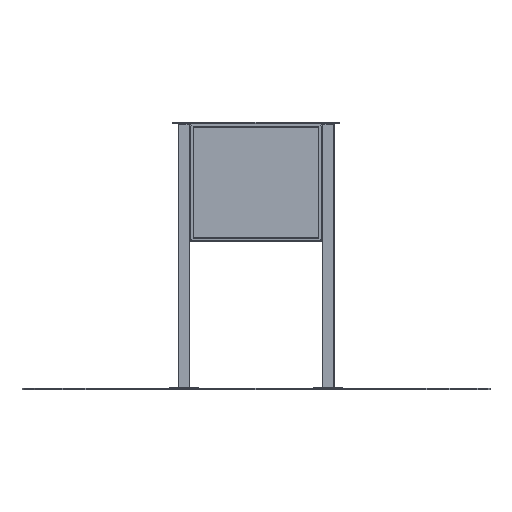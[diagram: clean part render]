
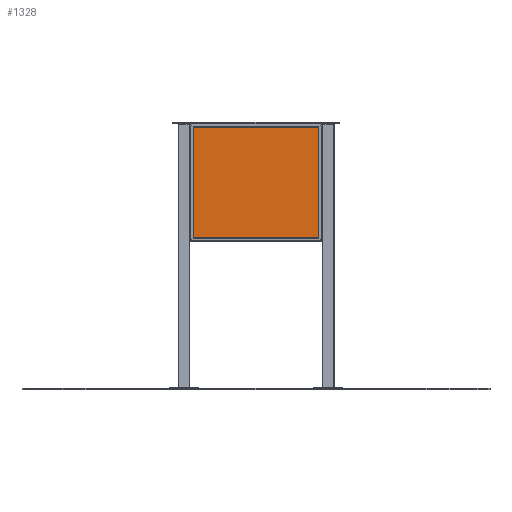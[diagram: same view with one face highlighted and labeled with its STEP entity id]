
A CAD part, front view. The second image highlights one B-rep face of the part: STEP entity #1328.
In plain terms, the highlighted planar face has unit normal (0, -1, 0).
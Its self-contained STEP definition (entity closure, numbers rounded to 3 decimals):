
#1328=ADVANCED_FACE('',(#2150),#2152,.F.);
#2150=FACE_BOUND('',#2151,.T.);
#2151=EDGE_LOOP('',(#2775,#2776,#2777,#2778,#2779,#2780,#2781,#2782));
#2152=PLANE('',#2153);
#2153=AXIS2_PLACEMENT_3D('',#2154,#2155,#2156);
#2154=CARTESIAN_POINT('',(0.,0.,0.));
#2155=DIRECTION('',(0.,1.,0.));
#2156=DIRECTION('',(-1.,0.,0.));
#2775=ORIENTED_EDGE('',*,*,#3101,.F.);
#2776=ORIENTED_EDGE('',*,*,#3098,.F.);
#2777=ORIENTED_EDGE('',*,*,#3095,.F.);
#2778=ORIENTED_EDGE('',*,*,#3092,.F.);
#2779=ORIENTED_EDGE('',*,*,#3089,.F.);
#2780=ORIENTED_EDGE('',*,*,#3086,.F.);
#2781=ORIENTED_EDGE('',*,*,#3083,.F.);
#2782=ORIENTED_EDGE('',*,*,#3079,.F.);
#3079=EDGE_CURVE('',#3531,#3532,#3533,.T.);
#3083=EDGE_CURVE('',#3532,#3539,#3540,.T.);
#3086=EDGE_CURVE('',#3539,#3544,#3545,.T.);
#3089=EDGE_CURVE('',#3544,#3549,#3550,.T.);
#3092=EDGE_CURVE('',#3549,#3554,#3555,.T.);
#3095=EDGE_CURVE('',#3554,#3559,#3560,.T.);
#3098=EDGE_CURVE('',#3559,#3564,#3565,.T.);
#3101=EDGE_CURVE('',#3564,#3531,#3569,.T.);
#3531=VERTEX_POINT('',#4575);
#3532=VERTEX_POINT('',#4576);
#3533=LINE('',#4577,#4578);
#3539=VERTEX_POINT('',#4591);
#3540=CIRCLE('',#4592,5.);
#3544=VERTEX_POINT('',#4604);
#3545=LINE('',#4605,#4606);
#3549=VERTEX_POINT('',#4615);
#3550=CIRCLE('',#4616,5.);
#3554=VERTEX_POINT('',#4628);
#3555=LINE('',#4629,#4630);
#3559=VERTEX_POINT('',#4639);
#3560=CIRCLE('',#4640,5.);
#3564=VERTEX_POINT('',#4652);
#3565=LINE('',#4653,#4654);
#3569=CIRCLE('',#4663,5.);
#4575=CARTESIAN_POINT('',(-445.,0.,400.));
#4576=CARTESIAN_POINT('',(445.,0.,400.));
#4577=CARTESIAN_POINT('',(-445.,0.,400.));
#4578=VECTOR('',#4579,1.);
#4579=DIRECTION('',(1.,0.,0.));
#4591=CARTESIAN_POINT('',(450.,0.,395.));
#4592=AXIS2_PLACEMENT_3D('',#4593,#4594,#4595);
#4593=CARTESIAN_POINT('',(445.,0.,395.));
#4594=DIRECTION('',(0.,1.,0.));
#4595=DIRECTION('',(0.,0.,1.));
#4604=CARTESIAN_POINT('',(450.,0.,-395.));
#4605=CARTESIAN_POINT('',(450.,0.,395.));
#4606=VECTOR('',#4607,1.);
#4607=DIRECTION('',(0.,0.,-1.));
#4615=CARTESIAN_POINT('',(445.,0.,-400.));
#4616=AXIS2_PLACEMENT_3D('',#4617,#4618,#4619);
#4617=CARTESIAN_POINT('',(445.,0.,-395.));
#4618=DIRECTION('',(0.,1.,0.));
#4619=DIRECTION('',(1.,0.,0.));
#4628=CARTESIAN_POINT('',(-445.,0.,-400.));
#4629=CARTESIAN_POINT('',(445.,0.,-400.));
#4630=VECTOR('',#4631,1.);
#4631=DIRECTION('',(-1.,0.,0.));
#4639=CARTESIAN_POINT('',(-450.,0.,-395.));
#4640=AXIS2_PLACEMENT_3D('',#4641,#4642,#4643);
#4641=CARTESIAN_POINT('',(-445.,0.,-395.));
#4642=DIRECTION('',(0.,1.,0.));
#4643=DIRECTION('',(0.,0.,-1.));
#4652=CARTESIAN_POINT('',(-450.,0.,395.));
#4653=CARTESIAN_POINT('',(-450.,0.,-395.));
#4654=VECTOR('',#4655,1.);
#4655=DIRECTION('',(0.,0.,1.));
#4663=AXIS2_PLACEMENT_3D('',#4664,#4665,#4666);
#4664=CARTESIAN_POINT('',(-445.,0.,395.));
#4665=DIRECTION('',(0.,1.,0.));
#4666=DIRECTION('',(-1.,0.,0.));
